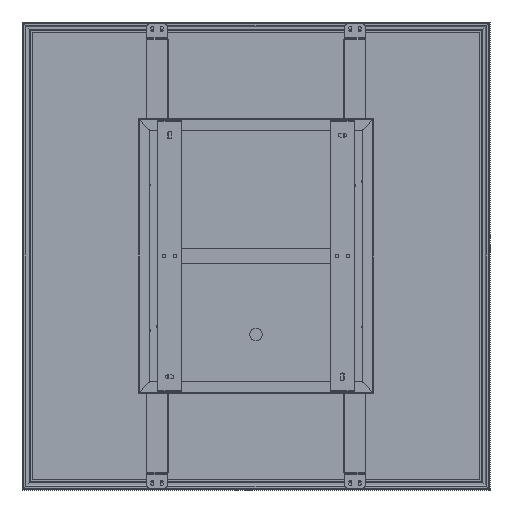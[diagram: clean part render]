
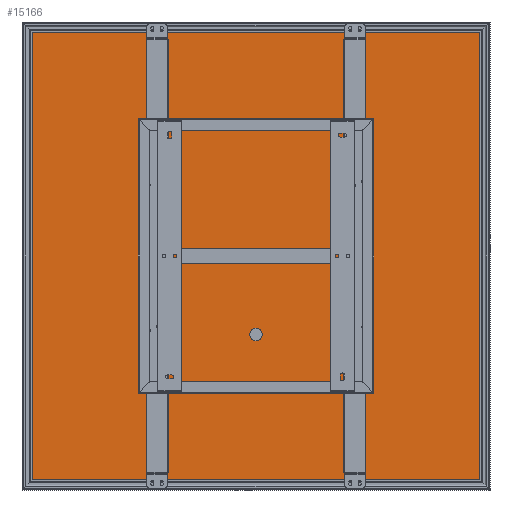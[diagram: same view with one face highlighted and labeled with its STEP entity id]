
A CAD part, front view. The second image highlights one B-rep face of the part: STEP entity #15166.
In plain terms, the highlighted planar face has unit normal (0, -1, 0).
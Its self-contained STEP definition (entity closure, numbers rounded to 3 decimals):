
#16 = EDGE_CURVE ( 'NONE', #20139, #21036, #12782, .T. ) ;
#622 = LINE ( 'NONE', #5047, #25129 ) ;
#804 = DIRECTION ( 'NONE',  ( 1., 0., 0. ) ) ;
#870 = CARTESIAN_POINT ( 'NONE',  ( -295., 10.429, -295. ) ) ;
#928 = CARTESIAN_POINT ( 'NONE',  ( 295., 10.429, -295. ) ) ;
#1065 = DIRECTION ( 'NONE',  ( 1., 0., 0. ) ) ;
#1311 = DIRECTION ( 'NONE',  ( 1., 0., 0. ) ) ;
#1322 = VERTEX_POINT ( 'NONE', #15759 ) ;
#3160 = CARTESIAN_POINT ( 'NONE',  ( 295., 10.429, 295. ) ) ;
#4057 = EDGE_CURVE ( 'NONE', #4424, #12970, #11475, .T. ) ;
#4424 = VERTEX_POINT ( 'NONE', #870 ) ;
#4919 = CARTESIAN_POINT ( 'NONE',  ( 295., 10.429, -295. ) ) ;
#5047 = CARTESIAN_POINT ( 'NONE',  ( -295., 10.429, -295. ) ) ;
#5080 = CIRCLE ( 'NONE', #10603, 8. ) ;
#6210 = ORIENTED_EDGE ( 'NONE', *, *, #16, .F. ) ;
#9003 = CIRCLE ( 'NONE', #24071, 8. ) ;
#9264 = EDGE_CURVE ( 'NONE', #1322, #29491, #5080, .T. ) ;
#10231 = DIRECTION ( 'NONE',  ( -1., 0., 0. ) ) ;
#10603 = AXIS2_PLACEMENT_3D ( 'NONE', #17765, #12760, #1065 ) ;
#10891 = CARTESIAN_POINT ( 'NONE',  ( 0., 10.429, 0. ) ) ;
#11475 = LINE ( 'NONE', #28329, #14311 ) ;
#12760 = DIRECTION ( 'NONE',  ( 0., 1., 0. ) ) ;
#12782 = LINE ( 'NONE', #928, #18110 ) ;
#12970 = VERTEX_POINT ( 'NONE', #26102 ) ;
#13435 = FACE_OUTER_BOUND ( 'NONE', #20449, .T. ) ;
#14060 = DIRECTION ( 'NONE',  ( 0., 1., 0. ) ) ;
#14311 = VECTOR ( 'NONE', #25950, 1000. ) ;
#15166 = ADVANCED_FACE ( 'NONE', ( #27563, #13435 ), #15758, .T. ) ;
#15758 = PLANE ( 'NONE',  #30288 ) ;
#15759 = CARTESIAN_POINT ( 'NONE',  ( -8., 10.429, -100. ) ) ;
#17261 = ORIENTED_EDGE ( 'NONE', *, *, #26512, .F. ) ;
#17765 = CARTESIAN_POINT ( 'NONE',  ( 0., 10.429, -100. ) ) ;
#18110 = VECTOR ( 'NONE', #24892, 1000. ) ;
#20088 = CARTESIAN_POINT ( 'NONE',  ( 8., 10.429, -100. ) ) ;
#20139 = VERTEX_POINT ( 'NONE', #25148 ) ;
#20180 = EDGE_LOOP ( 'NONE', ( #24493, #24731 ) ) ;
#20449 = EDGE_LOOP ( 'NONE', ( #29072, #25568, #17261, #6210 ) ) ;
#20505 = DIRECTION ( 'NONE',  ( 0., -1., 0. ) ) ;
#21036 = VERTEX_POINT ( 'NONE', #4919 ) ;
#22830 = VECTOR ( 'NONE', #804, 1000. ) ;
#24071 = AXIS2_PLACEMENT_3D ( 'NONE', #28378, #14060, #1311 ) ;
#24455 = LINE ( 'NONE', #3160, #22830 ) ;
#24493 = ORIENTED_EDGE ( 'NONE', *, *, #25964, .T. ) ;
#24731 = ORIENTED_EDGE ( 'NONE', *, *, #9264, .T. ) ;
#24892 = DIRECTION ( 'NONE',  ( 0., 0., -1. ) ) ;
#25129 = VECTOR ( 'NONE', #10231, 1000. ) ;
#25148 = CARTESIAN_POINT ( 'NONE',  ( 295., 10.429, 295. ) ) ;
#25394 = DIRECTION ( 'NONE',  ( 1., 0., 0. ) ) ;
#25568 = ORIENTED_EDGE ( 'NONE', *, *, #4057, .F. ) ;
#25950 = DIRECTION ( 'NONE',  ( 0., 0., 1. ) ) ;
#25964 = EDGE_CURVE ( 'NONE', #29491, #1322, #9003, .T. ) ;
#26102 = CARTESIAN_POINT ( 'NONE',  ( -295., 10.429, 295. ) ) ;
#26512 = EDGE_CURVE ( 'NONE', #21036, #4424, #622, .T. ) ;
#27563 = FACE_BOUND ( 'NONE', #20180, .T. ) ;
#28329 = CARTESIAN_POINT ( 'NONE',  ( -295., 10.429, 295. ) ) ;
#28378 = CARTESIAN_POINT ( 'NONE',  ( 0., 10.429, -100. ) ) ;
#29072 = ORIENTED_EDGE ( 'NONE', *, *, #29984, .F. ) ;
#29491 = VERTEX_POINT ( 'NONE', #20088 ) ;
#29984 = EDGE_CURVE ( 'NONE', #12970, #20139, #24455, .T. ) ;
#30288 = AXIS2_PLACEMENT_3D ( 'NONE', #10891, #20505, #25394 ) ;
